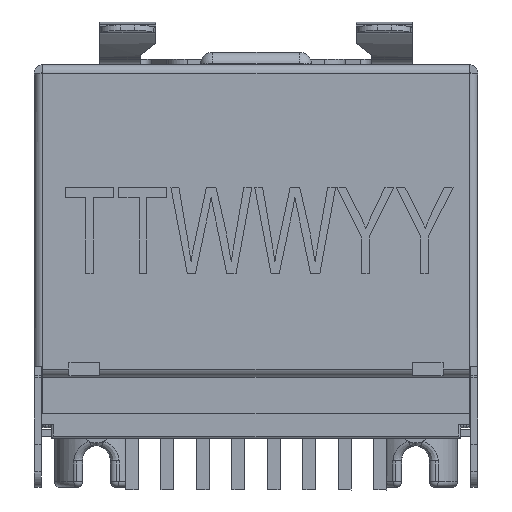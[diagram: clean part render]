
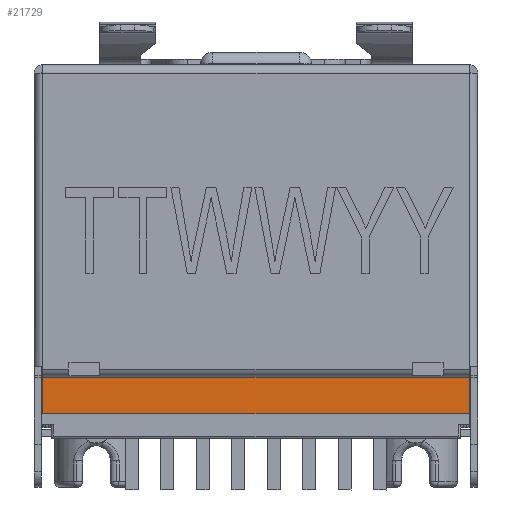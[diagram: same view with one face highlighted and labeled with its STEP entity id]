
A CAD part, front view. The second image highlights one B-rep face of the part: STEP entity #21729.
In plain terms, the highlighted planar face has unit normal (0, -1, 0).
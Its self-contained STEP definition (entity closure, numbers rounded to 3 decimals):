
#1776 = LINE ( 'NONE', #9250, #2043 ) ;
#2043 = VECTOR ( 'NONE', #25079, 1000. ) ;
#2429 = VECTOR ( 'NONE', #22169, 1000. ) ;
#3374 = VERTEX_POINT ( 'NONE', #21413 ) ;
#4576 = VECTOR ( 'NONE', #14442, 1000. ) ;
#4615 = CARTESIAN_POINT ( 'NONE',  ( -11.048, -5.861, 3.348 ) ) ;
#5266 = ORIENTED_EDGE ( 'NONE', *, *, #23041, .T. ) ;
#5649 = CARTESIAN_POINT ( 'NONE',  ( -11.048, -5.861, 3.298 ) ) ;
#5681 = CARTESIAN_POINT ( 'NONE',  ( 4.232, -5.861, 1.998 ) ) ;
#6235 = DIRECTION ( 'NONE',  ( 0., 1., 0. ) ) ;
#6665 = VERTEX_POINT ( 'NONE', #8613 ) ;
#7636 = DIRECTION ( 'NONE',  ( -1., 0., 0. ) ) ;
#8613 = CARTESIAN_POINT ( 'NONE',  ( 4.232, -5.861, 3.298 ) ) ;
#9250 = CARTESIAN_POINT ( 'NONE',  ( 4.232, -5.861, 3.298 ) ) ;
#9970 = DIRECTION ( 'NONE',  ( 0., 0., -1. ) ) ;
#10363 = CARTESIAN_POINT ( 'NONE',  ( 4.232, -5.861, 0.898 ) ) ;
#11561 = LINE ( 'NONE', #4615, #4576 ) ;
#13161 = VECTOR ( 'NONE', #7636, 1000. ) ;
#13632 = VERTEX_POINT ( 'NONE', #22110 ) ;
#14056 = CARTESIAN_POINT ( 'NONE',  ( 4.232, -5.861, 0.898 ) ) ;
#14442 = DIRECTION ( 'NONE',  ( 0., 0., -1. ) ) ;
#16060 = AXIS2_PLACEMENT_3D ( 'NONE', #14056, #6235, #9970 ) ;
#16206 = LINE ( 'NONE', #5681, #13161 ) ;
#16568 = EDGE_CURVE ( 'NONE', #3374, #13632, #16206, .T. ) ;
#17911 = VERTEX_POINT ( 'NONE', #5649 ) ;
#18881 = ORIENTED_EDGE ( 'NONE', *, *, #16568, .F. ) ;
#18931 = EDGE_CURVE ( 'NONE', #6665, #17911, #1776, .T. ) ;
#20144 = ORIENTED_EDGE ( 'NONE', *, *, #18931, .T. ) ;
#20509 = FACE_OUTER_BOUND ( 'NONE', #20635, .T. ) ;
#20635 = EDGE_LOOP ( 'NONE', ( #18881, #5266, #20144, #24322 ) ) ;
#20763 = LINE ( 'NONE', #10363, #2429 ) ;
#21413 = CARTESIAN_POINT ( 'NONE',  ( 4.232, -5.861, 1.998 ) ) ;
#21729 = ADVANCED_FACE ( 'NONE', ( #20509 ), #23484, .F. ) ;
#22110 = CARTESIAN_POINT ( 'NONE',  ( -11.048, -5.861, 1.998 ) ) ;
#22169 = DIRECTION ( 'NONE',  ( 0., 0., 1. ) ) ;
#23041 = EDGE_CURVE ( 'NONE', #3374, #6665, #20763, .T. ) ;
#23484 = PLANE ( 'NONE',  #16060 ) ;
#24322 = ORIENTED_EDGE ( 'NONE', *, *, #24582, .T. ) ;
#24582 = EDGE_CURVE ( 'NONE', #17911, #13632, #11561, .T. ) ;
#25079 = DIRECTION ( 'NONE',  ( -1., 0., 0. ) ) ;
